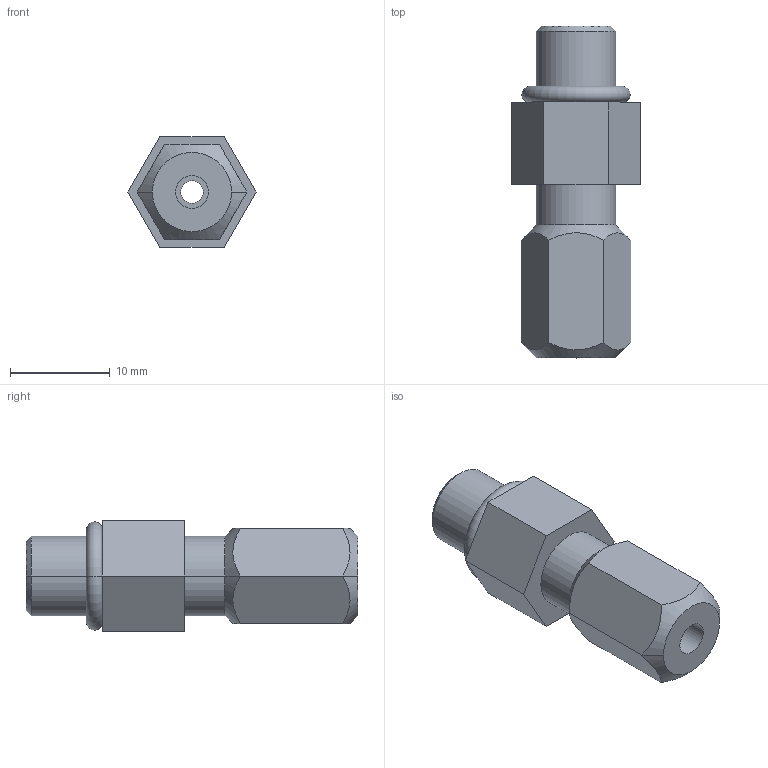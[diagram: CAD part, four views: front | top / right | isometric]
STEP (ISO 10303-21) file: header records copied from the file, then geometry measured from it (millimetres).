
FILE_DESCRIPTION((''),'2;1');
FILE_NAME('ILC30000122','2005-08-24T',('KR'),(''),'PRO/ENGINEER BY PARAMETRIC TECHNOLOGY CORPORATION, 2004290','PRO/ENGINEER BY PARAMETRIC TECHNOLOGY CORPORATION, 2004290','');
FILE_SCHEMA(('AUTOMOTIVE_DESIGN_CC2 { 1 2 10303 214 -1 1 5 2 }'));
Length unit declared in the file: inch
Products named in the file (1): ILC30000122
Bounding box: 12.85 x 33.27 x 11.13 mm (x, y, z)
Volume: 2339.6 mm3; surface area: 1599.5 mm2
Topology: 1 solids, 2 shells, 38 faces, 84 edges, 52 vertices
Faces by surface type: plane 18, cylinder 10, cone 6, torus 4
Entity records: 1542 total; most frequent: CARTESIAN_POINT 282, DIRECTION 180, ORIENTED_EDGE 168, COLOUR_RGB 107, PRESENTATION_STYLE_ASSIGNMENT 87, STYLED_ITEM 85, CURVE_STYLE 84, EDGE_CURVE 84
